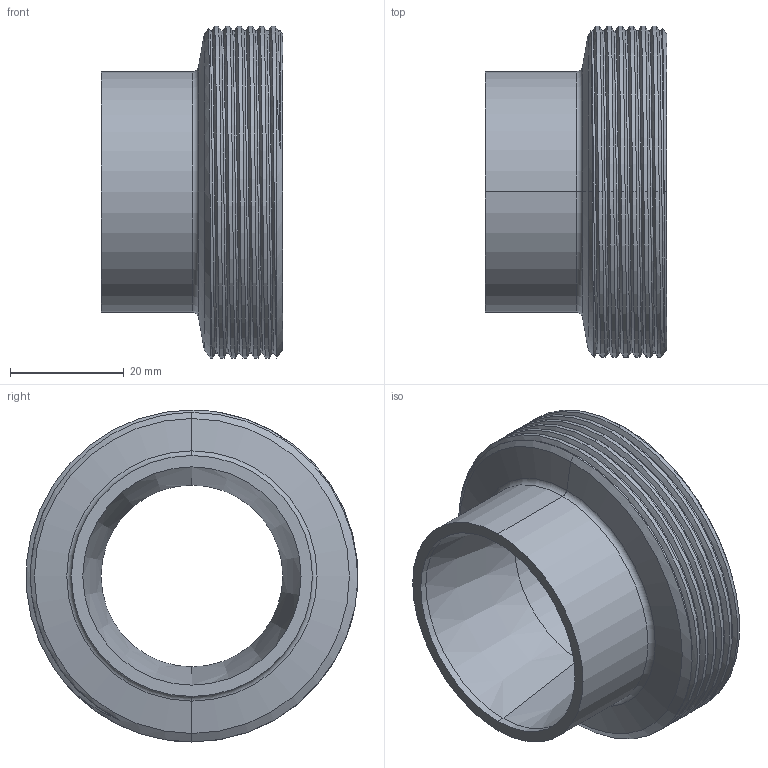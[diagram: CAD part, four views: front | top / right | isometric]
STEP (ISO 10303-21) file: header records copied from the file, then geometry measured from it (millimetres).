
FILE_DESCRIPTION (( 'STEP AP203' ), '1' );
FILE_NAME ('3D-M2101P_42.4x2_174094030.STEP', '2024-09-04T14:02:08', ( '' ), ( '' ), 'SwSTEP 2.0', 'SolidWorks 2024', '' );
FILE_SCHEMA (( 'CONFIG_CONTROL_DESIGN' ));
Length unit declared in the file: millimetre
Products named in the file (1): 3D-M2101P_42.4x2_174094030
Bounding box: 32 x 58.26 x 58.42 mm (x, y, z)
Volume: 25853.3 mm3; surface area: 13450.7 mm2
Topology: 1 solids, 1 shells, 42 faces, 100 edges, 62 vertices
Faces by surface type: cylinder 23, cone 10, plane 4, bspline 3, torus 2
Entity records: 3064 total; most frequent: CARTESIAN_POINT 2092, ORIENTED_EDGE 200, DIRECTION 178, EDGE_CURVE 100, AXIS2_PLACEMENT_3D 73, VERTEX_POINT 62, EDGE_LOOP 46, FACE_OUTER_BOUND 42
